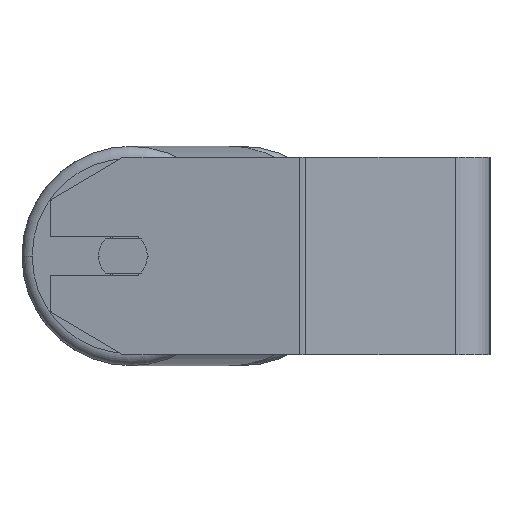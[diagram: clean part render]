
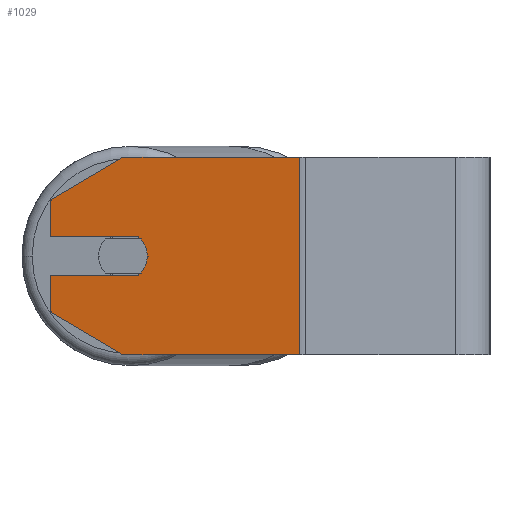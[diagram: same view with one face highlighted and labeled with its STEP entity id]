
A CAD part, left-side view. The second image highlights one B-rep face of the part: STEP entity #1029.
In plain terms, the highlighted planar face has unit normal (-0.985, 0.174, 0).
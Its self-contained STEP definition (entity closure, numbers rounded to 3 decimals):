
#4 = LINE ( 'NONE', #3317, #2548 ) ;
#113 = EDGE_LOOP ( 'NONE', ( #1791, #797, #8708, #279, #4763, #1340, #4647, #3085, #3209, #8630, #2009 ) ) ;
#279 = ORIENTED_EDGE ( 'NONE', *, *, #2235, .T. ) ;
#383 = VECTOR ( 'NONE', #7153, 1000. ) ;
#490 = CARTESIAN_POINT ( 'NONE',  ( -402.153, 148.919, 0. ) ) ;
#559 = CARTESIAN_POINT ( 'NONE',  ( -414.787, 77.269, -40. ) ) ;
#597 = CARTESIAN_POINT ( 'NONE',  ( -402.153, 148.919, -40. ) ) ;
#687 = CARTESIAN_POINT ( 'NONE',  ( -402.153, 148.919, 0. ) ) ;
#722 = CARTESIAN_POINT ( 'NONE',  ( -396.944, 178.464, -8. ) ) ;
#797 = ORIENTED_EDGE ( 'NONE', *, *, #3342, .F. ) ;
#1029 = ADVANCED_FACE ( 'NONE', ( #6075 ), #6736, .F. ) ;
#1082 = LINE ( 'NONE', #6546, #3787 ) ;
#1289 = VECTOR ( 'NONE', #6673, 1000. ) ;
#1340 = ORIENTED_EDGE ( 'NONE', *, *, #5008, .F. ) ;
#1486 = EDGE_CURVE ( 'NONE', #7943, #2019, #8686, .T. ) ;
#1508 = DIRECTION ( 'NONE',  ( 0., 0., -1. ) ) ;
#1518 = VERTEX_POINT ( 'NONE', #1908 ) ;
#1525 = VERTEX_POINT ( 'NONE', #5232 ) ;
#1536 = EDGE_CURVE ( 'NONE', #4864, #2183, #7176, .T. ) ;
#1556 = VECTOR ( 'NONE', #1508, 1000. ) ;
#1737 = VECTOR ( 'NONE', #7266, 1000. ) ;
#1744 = VERTEX_POINT ( 'NONE', #4384 ) ;
#1776 = DIRECTION ( 'NONE',  ( -0.174, -0.985, 0. ) ) ;
#1791 = ORIENTED_EDGE ( 'NONE', *, *, #3477, .F. ) ;
#1908 = CARTESIAN_POINT ( 'NONE',  ( -402.153, 148.919, 40. ) ) ;
#2009 = ORIENTED_EDGE ( 'NONE', *, *, #1486, .F. ) ;
#2019 = VERTEX_POINT ( 'NONE', #3354 ) ;
#2084 = CARTESIAN_POINT ( 'NONE',  ( -414.787, 77.269, 40. ) ) ;
#2174 = EDGE_CURVE ( 'NONE', #3951, #4280, #5616, .T. ) ;
#2183 = VERTEX_POINT ( 'NONE', #559 ) ;
#2202 = VERTEX_POINT ( 'NONE', #5127 ) ;
#2235 = EDGE_CURVE ( 'NONE', #4280, #4864, #4416, .T. ) ;
#2285 = LINE ( 'NONE', #5030, #2841 ) ;
#2505 = CARTESIAN_POINT ( 'NONE',  ( -402.153, 148.919, -40. ) ) ;
#2548 = VECTOR ( 'NONE', #2693, 1000. ) ;
#2693 = DIRECTION ( 'NONE',  ( 0., 0., -1. ) ) ;
#2698 = CARTESIAN_POINT ( 'NONE',  ( -396.944, 178.464, 40. ) ) ;
#2834 = VECTOR ( 'NONE', #7161, 1000. ) ;
#2841 = VECTOR ( 'NONE', #4366, 1000. ) ;
#2919 = VERTEX_POINT ( 'NONE', #5506 ) ;
#3082 = AXIS2_PLACEMENT_3D ( 'NONE', #687, #6148, #8124 ) ;
#3085 = ORIENTED_EDGE ( 'NONE', *, *, #6769, .T. ) ;
#3209 = ORIENTED_EDGE ( 'NONE', *, *, #5423, .T. ) ;
#3317 = CARTESIAN_POINT ( 'NONE',  ( -396.944, 178.464, 40. ) ) ;
#3326 = CARTESIAN_POINT ( 'NONE',  ( -396.944, 178.464, -22.679 ) ) ;
#3342 = EDGE_CURVE ( 'NONE', #3951, #1525, #1082, .T. ) ;
#3354 = CARTESIAN_POINT ( 'NONE',  ( -403.195, 143.011, 8. ) ) ;
#3475 = AXIS2_PLACEMENT_3D ( 'NONE', #2698, #8101, #4205 ) ;
#3477 = EDGE_CURVE ( 'NONE', #1525, #7943, #6910, .T. ) ;
#3787 = VECTOR ( 'NONE', #3926, 1000. ) ;
#3923 = VECTOR ( 'NONE', #4952, 1000. ) ;
#3926 = DIRECTION ( 'NONE',  ( -0.174, -0.985, 0. ) ) ;
#3951 = VERTEX_POINT ( 'NONE', #722 ) ;
#4205 = DIRECTION ( 'NONE',  ( 0.174, 0.985, 0. ) ) ;
#4280 = VERTEX_POINT ( 'NONE', #3326 ) ;
#4366 = DIRECTION ( 'NONE',  ( 0.174, 0.985, 0. ) ) ;
#4384 = CARTESIAN_POINT ( 'NONE',  ( -414.787, 77.269, 40. ) ) ;
#4416 = LINE ( 'NONE', #2505, #383 ) ;
#4462 = CARTESIAN_POINT ( 'NONE',  ( -396.944, 178.464, 22.679 ) ) ;
#4647 = ORIENTED_EDGE ( 'NONE', *, *, #6207, .F. ) ;
#4763 = ORIENTED_EDGE ( 'NONE', *, *, #1536, .T. ) ;
#4864 = VERTEX_POINT ( 'NONE', #597 ) ;
#4872 = AXIS2_PLACEMENT_3D ( 'NONE', #490, #6651, #1776 ) ;
#4952 = DIRECTION ( 'NONE',  ( 0., 0., -1. ) ) ;
#5008 = EDGE_CURVE ( 'NONE', #1744, #2183, #5455, .T. ) ;
#5030 = CARTESIAN_POINT ( 'NONE',  ( -403.195, 143.011, 8. ) ) ;
#5127 = CARTESIAN_POINT ( 'NONE',  ( -396.944, 178.464, 8. ) ) ;
#5232 = CARTESIAN_POINT ( 'NONE',  ( -403.195, 143.011, -8. ) ) ;
#5280 = CARTESIAN_POINT ( 'NONE',  ( -396.944, 178.464, -40. ) ) ;
#5423 = EDGE_CURVE ( 'NONE', #2919, #2202, #4, .T. ) ;
#5455 = LINE ( 'NONE', #2084, #1556 ) ;
#5506 = CARTESIAN_POINT ( 'NONE',  ( -396.944, 178.464, 22.679 ) ) ;
#5616 = LINE ( 'NONE', #8307, #3923 ) ;
#5909 = EDGE_CURVE ( 'NONE', #2019, #2202, #2285, .T. ) ;
#6052 = CARTESIAN_POINT ( 'NONE',  ( -396.944, 178.464, 40. ) ) ;
#6075 = FACE_OUTER_BOUND ( 'NONE', #113, .T. ) ;
#6148 = DIRECTION ( 'NONE',  ( -0.985, 0.174, 0. ) ) ;
#6207 = EDGE_CURVE ( 'NONE', #1518, #1744, #8747, .T. ) ;
#6216 = CARTESIAN_POINT ( 'NONE',  ( -403.89, 139.071, 0. ) ) ;
#6546 = CARTESIAN_POINT ( 'NONE',  ( -403.195, 143.011, -8. ) ) ;
#6651 = DIRECTION ( 'NONE',  ( -0.985, 0.174, 0. ) ) ;
#6673 = DIRECTION ( 'NONE',  ( -0.174, -0.985, 0. ) ) ;
#6736 = PLANE ( 'NONE',  #3475 ) ;
#6769 = EDGE_CURVE ( 'NONE', #1518, #2919, #6995, .T. ) ;
#6910 = CIRCLE ( 'NONE', #3082, 10. ) ;
#6995 = LINE ( 'NONE', #4462, #2834 ) ;
#7153 = DIRECTION ( 'NONE',  ( -0.15, -0.853, -0.5 ) ) ;
#7161 = DIRECTION ( 'NONE',  ( 0.15, 0.853, -0.5 ) ) ;
#7176 = LINE ( 'NONE', #5280, #1737 ) ;
#7266 = DIRECTION ( 'NONE',  ( -0.174, -0.985, 0. ) ) ;
#7943 = VERTEX_POINT ( 'NONE', #6216 ) ;
#8101 = DIRECTION ( 'NONE',  ( 0.985, -0.174, 0. ) ) ;
#8124 = DIRECTION ( 'NONE',  ( -0.174, -0.985, 0. ) ) ;
#8307 = CARTESIAN_POINT ( 'NONE',  ( -396.944, 178.464, 40. ) ) ;
#8630 = ORIENTED_EDGE ( 'NONE', *, *, #5909, .F. ) ;
#8686 = CIRCLE ( 'NONE', #4872, 10. ) ;
#8708 = ORIENTED_EDGE ( 'NONE', *, *, #2174, .T. ) ;
#8747 = LINE ( 'NONE', #6052, #1289 ) ;
